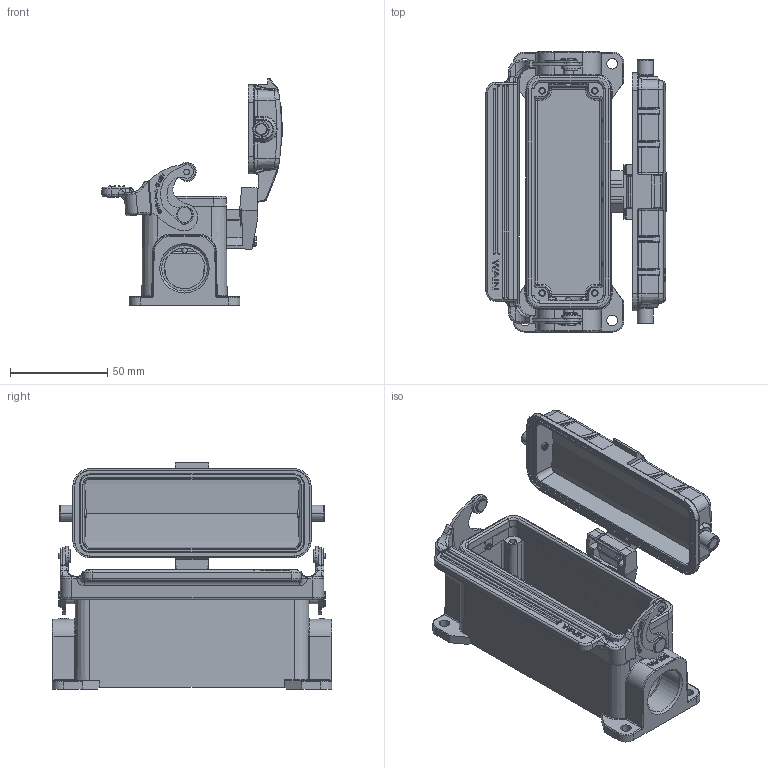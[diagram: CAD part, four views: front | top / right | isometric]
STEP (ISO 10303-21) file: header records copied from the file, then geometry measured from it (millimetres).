
FILE_DESCRIPTION(/* description */ (''),/* implementation_level */ '2;1');
FILE_NAME(/* name */ '3D_1240242611103_HV24B-SF-1L_SC-MCV-M25_V1.1.stp',/* time_stamp */ '2024-01-12T13:19:18+08:00',/* author */ (''),/* organization */ (''),/* preprocessor_version */ 'ST-DEVELOPER v18.1',/* originating_system */ 'SIEMENS PLM Software NX 1980',/* authorisation */ '');
FILE_SCHEMA (('AUTOMOTIVE_DESIGN { 1 0 10303 214 3 1 1 1 }'));
Products named in the file (1): 145919DCBBD54dlm
Bounding box: 92.69 x 144 x 116.52 mm (x, y, z)
Volume: 164572.3 mm3; surface area: 107912.6 mm2
Topology: 23 solids, 32 shells, 2486 faces, 6527 edges, 4190 vertices
Faces by surface type: cylinder 1036, plane 915, torus 276, bspline 114, cone 74, extrusion 43, sphere 28
Full cylindrical faces by diameter (mm): 1.9 x2, 3 x4, 4 x2, 4.9 x2, 8 x2, 21 x1, 23.4 x1, 26.7 x1
Entity records: 93466 total; most frequent: CARTESIAN_POINT 35475, ORIENTED_EDGE 12883, DIRECTION 10312, EDGE_CURVE 6466, VERTEX_POINT 4180, AXIS2_PLACEMENT_3D 3761, VECTOR 2790, LINE 2747
